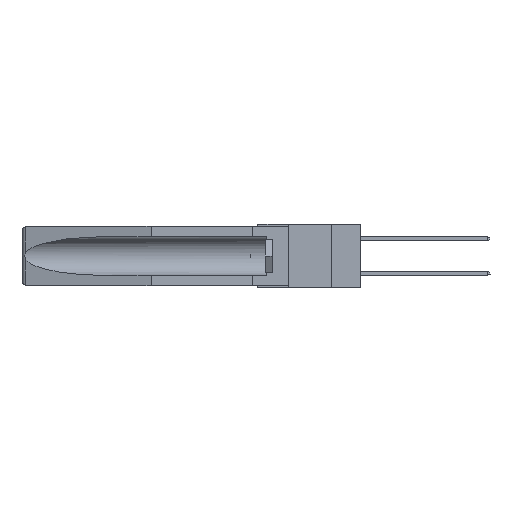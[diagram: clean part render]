
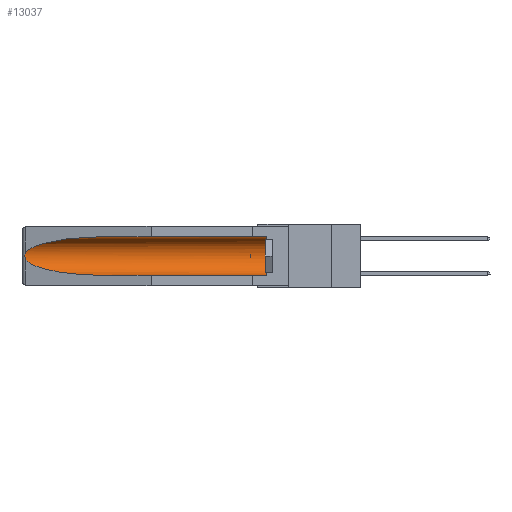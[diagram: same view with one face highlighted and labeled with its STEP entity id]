
A CAD part, left-side view. The second image highlights one B-rep face of the part: STEP entity #13037.
In plain terms, the highlighted cylindrical face has radius 2.857 mm (diameter 5.715 mm), a partial arc.
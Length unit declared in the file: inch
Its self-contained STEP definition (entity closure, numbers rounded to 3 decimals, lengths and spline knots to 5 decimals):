
#452 = VERTEX_POINT ( 'NONE', #12174 ) ;
#502 = VERTEX_POINT ( 'NONE', #23638 ) ;
#871 = CARTESIAN_POINT ( 'NONE',  ( 0.26537, 1.52718, -0.14972 ) ) ;
#1095 = CARTESIAN_POINT ( 'NONE',  ( 0.26537, 1.52718, -0.19328 ) ) ;
#1213 = CARTESIAN_POINT ( 'NONE',  ( 0.26655, 1.53094, -0.18657 ) ) ;
#2151 = CYLINDRICAL_SURFACE ( 'NONE', #17489, 0.1125 ) ;
#3523 = EDGE_CURVE ( 'NONE', #34596, #452, #9114, .T. ) ;
#3646 = ORIENTED_EDGE ( 'NONE', *, *, #23533, .F. ) ;
#3736 = CARTESIAN_POINT ( 'NONE',  ( 0.2673, 1.53269, -0.17917 ) ) ;
#3865 = CARTESIAN_POINT ( 'NONE',  ( 0.26654, 1.53092, -0.15636 ) ) ;
#4741 = ORIENTED_EDGE ( 'NONE', *, *, #3523, .T. ) ;
#5474 = DIRECTION ( 'NONE',  ( 0., 1., 0. ) ) ;
#6513 = CARTESIAN_POINT ( 'NONE',  ( 0.2675, 1.53308, -0.17534 ) ) ;
#6516 = CARTESIAN_POINT ( 'NONE',  ( 0.155, 1.07973, -0.059 ) ) ;
#7785 = DIRECTION ( 'NONE',  ( 0., -1., 0. ) ) ;
#8013 = CARTESIAN_POINT ( 'NONE',  ( 0.155, 0.126, -0.1715 ) ) ;
#8624 = EDGE_CURVE ( 'NONE', #502, #25972, #32816, .T. ) ;
#9114 = CIRCLE ( 'NONE', #20079, 0.1125 ) ;
#9371 = VECTOR ( 'NONE', #29383, 39.37008 ) ;
#9878 = VECTOR ( 'NONE', #21299, 39.37008 ) ;
#10090 = EDGE_CURVE ( 'NONE', #452, #502, #31874, .T. ) ;
#10194 = CARTESIAN_POINT ( 'NONE',  ( 0.155, -0.30754, -0.284 ) ) ;
#10978 = CARTESIAN_POINT ( 'NONE',  ( 0.155, -0.30754, -0.1715 ) ) ;
#11528 = EDGE_LOOP ( 'NONE', ( #24721, #25571, #21573, #3646, #4741, #35092 ) ) ;
#11916 = CARTESIAN_POINT ( 'NONE',  ( 0.26597, 1.52961, -0.15275 ) ) ;
#12174 = CARTESIAN_POINT ( 'NONE',  ( 0.155, 0.126, -0.059 ) ) ;
#12822 = CARTESIAN_POINT ( 'NONE',  ( 0.26537, 1.52718, -0.14972 ) ) ;
#13037 = ADVANCED_FACE ( 'NONE', ( #16827 ), #2151, .F. ) ;
#13092 = CARTESIAN_POINT ( 'NONE',  ( 0.26537, 1.52718, -0.19328 ) ) ;
#14158 = CARTESIAN_POINT ( 'NONE',  ( 0.26537, 1.52718, -0.19328 ) ) ;
#14870 = VERTEX_POINT ( 'NONE', #13092 ) ;
#15080 = CARTESIAN_POINT ( 'NONE',  ( 0.21114, 1.30732, -0.059 ) ) ;
#16827 = FACE_OUTER_BOUND ( 'NONE', #11528, .T. ) ;
#17489 = AXIS2_PLACEMENT_3D ( 'NONE', #10978, #5474, #24640 ) ;
#17629 = CARTESIAN_POINT ( 'NONE',  ( 0.26597, 1.5296, -0.19026 ) ) ;
#17632 = CARTESIAN_POINT ( 'NONE',  ( 0.25451, 1.48313, -0.09465 ) ) ;
#17862 = CARTESIAN_POINT ( 'NONE',  ( 0.26537, 1.52718, -0.14972 ) ) ;
#19255 = CARTESIAN_POINT ( 'NONE',  ( 0.155, 1.07973, -0.284 ) ) ;
#19370 = CARTESIAN_POINT ( 'NONE',  ( 0.21114, 1.30732, -0.284 ) ) ;
#20079 = AXIS2_PLACEMENT_3D ( 'NONE', #8013, #7785, #30054 ) ;
#20273 = CARTESIAN_POINT ( 'NONE',  ( 0.2675, 1.53308, -0.16763 ) ) ;
#21299 = DIRECTION ( 'NONE',  ( 0., 1., 0. ) ) ;
#21573 = ORIENTED_EDGE ( 'NONE', *, *, #27945, .T. ) ;
#22265 = EDGE_CURVE ( 'NONE', #25972, #14870, #30595, .T. ) ;
#23533 = EDGE_CURVE ( 'NONE', #34596, #24087, #35197, .T. ) ;
#23638 = CARTESIAN_POINT ( 'NONE',  ( 0.155, 1.07973, -0.059 ) ) ;
#23917 = CARTESIAN_POINT ( 'NONE',  ( 0.155, 1.07973, -0.284 ) ) ;
#24087 = VERTEX_POINT ( 'NONE', #23917 ) ;
#24640 = DIRECTION ( 'NONE',  ( 0., 0., 1. ) ) ;
#24721 = ORIENTED_EDGE ( 'NONE', *, *, #8624, .T. ) ;
#24890 = CARTESIAN_POINT ( 'NONE',  ( 0.25451, 1.48313, -0.24835 ) ) ;
#25571 = ORIENTED_EDGE ( 'NONE', *, *, #22265, .T. ) ;
#25972 = VERTEX_POINT ( 'NONE', #12822 ) ;
#27945 = EDGE_CURVE ( 'NONE', #14870, #24087, #31678, .T. ) ;
#29383 = DIRECTION ( 'NONE',  ( 0., 1., 0. ) ) ;
#30054 = DIRECTION ( 'NONE',  ( 0., 0., 1. ) ) ;
#30595 = B_SPLINE_CURVE_WITH_KNOTS ( 'NONE', 3,
 ( #871, #11916, #3865, #34062, #20273, #6513, #3736, #1213, #17629, #1095 ),
 .UNSPECIFIED., .F., .F.,
 ( 4, 2, 2, 2, 4 ),
 ( 0., 0.00029, 0.00058, 0.00087, 0.00117 ),
 .UNSPECIFIED. ) ;
#31678 =( BOUNDED_CURVE ( )  B_SPLINE_CURVE ( 3, ( #14158, #24890, #19370, #19255 ),
 .UNSPECIFIED., .F., .F. ) 
 B_SPLINE_CURVE_WITH_KNOTS ( ( 4, 4 ),
 ( 0.1948, 1.5708 ),
 .UNSPECIFIED. ) 
 CURVE ( )  GEOMETRIC_REPRESENTATION_ITEM ( )  RATIONAL_B_SPLINE_CURVE ( ( 1., 0.848, 0.848, 1. ) ) 
 REPRESENTATION_ITEM ( '' )  );
#31874 = LINE ( 'NONE', #32564, #9878 ) ;
#32564 = CARTESIAN_POINT ( 'NONE',  ( 0.155, -0.30754, -0.059 ) ) ;
#32816 =( BOUNDED_CURVE ( )  B_SPLINE_CURVE ( 3, ( #6516, #15080, #17632, #17862 ),
 .UNSPECIFIED., .F., .F. ) 
 B_SPLINE_CURVE_WITH_KNOTS ( ( 4, 4 ),
 ( 4.71239, 6.08839 ),
 .UNSPECIFIED. ) 
 CURVE ( )  GEOMETRIC_REPRESENTATION_ITEM ( )  RATIONAL_B_SPLINE_CURVE ( ( 1., 0.848, 0.848, 1. ) ) 
 REPRESENTATION_ITEM ( '' )  );
#33170 = CARTESIAN_POINT ( 'NONE',  ( 0.155, 0.126, -0.284 ) ) ;
#34062 = CARTESIAN_POINT ( 'NONE',  ( 0.2673, 1.5327, -0.16383 ) ) ;
#34596 = VERTEX_POINT ( 'NONE', #33170 ) ;
#35092 = ORIENTED_EDGE ( 'NONE', *, *, #10090, .T. ) ;
#35197 = LINE ( 'NONE', #10194, #9371 ) ;
